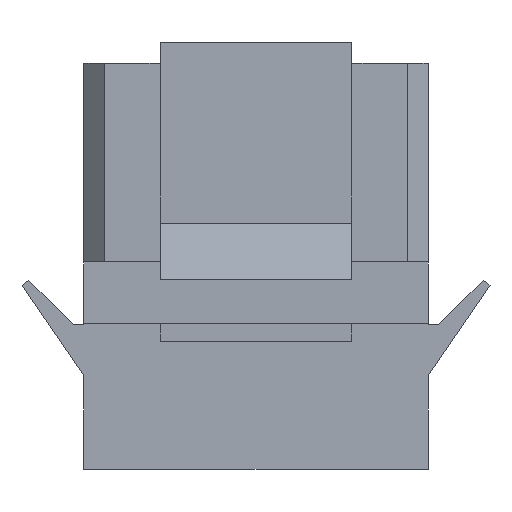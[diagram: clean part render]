
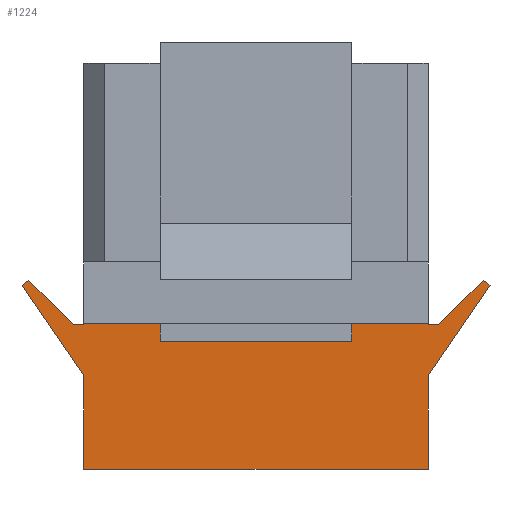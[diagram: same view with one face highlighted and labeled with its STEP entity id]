
A CAD part, front view. The second image highlights one B-rep face of the part: STEP entity #1224.
In plain terms, the highlighted planar face has unit normal (0, -1, 0).
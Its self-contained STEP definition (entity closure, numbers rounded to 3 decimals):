
#6=DIRECTION('',(1.,0.,0.));
#7=VECTOR('',#6,21.209);
#8=CARTESIAN_POINT('',(-10.605,-2.921,-12.51));
#9=LINE('',#8,#7);
#294=DIRECTION('',(0.,0.,1.));
#295=VECTOR('',#294,5.766);
#296=CARTESIAN_POINT('',(10.605,-2.921,-12.51));
#297=LINE('',#296,#295);
#310=DIRECTION('',(0.,0.,1.));
#311=VECTOR('',#310,0.025);
#312=CARTESIAN_POINT('',(10.605,-2.921,-3.569));
#313=LINE('',#312,#311);
#318=DIRECTION('',(0.,0.,1.));
#319=VECTOR('',#318,5.766);
#320=CARTESIAN_POINT('',(-10.605,-2.921,-12.51));
#321=LINE('',#320,#319);
#322=DIRECTION('',(-0.563,0.,0.826));
#323=VECTOR('',#322,6.763);
#324=CARTESIAN_POINT('',(-10.605,-2.921,-6.744));
#325=LINE('',#324,#323);
#326=DIRECTION('',(0.826,0.,0.563));
#327=VECTOR('',#326,0.508);
#328=CARTESIAN_POINT('',(-14.415,-2.921,-1.156));
#329=LINE('',#328,#327);
#330=DIRECTION('',(0.714,0.,-0.7));
#331=VECTOR('',#330,3.857);
#332=CARTESIAN_POINT('',(-13.995,-2.921,-0.87));
#333=LINE('',#332,#331);
#334=DIRECTION('',(1.,0.,0.));
#335=VECTOR('',#334,0.635);
#336=CARTESIAN_POINT('',(-11.24,-2.921,-3.569));
#337=LINE('',#336,#335);
#338=DIRECTION('',(0.,0.,1.));
#339=VECTOR('',#338,0.025);
#340=CARTESIAN_POINT('',(-10.605,-2.921,-3.569));
#341=LINE('',#340,#339);
#342=DIRECTION('',(-1.,0.,0.));
#343=VECTOR('',#342,4.699);
#344=CARTESIAN_POINT('',(-5.906,-2.921,-3.543));
#345=LINE('',#344,#343);
#346=DIRECTION('',(0.,0.,-1.));
#347=VECTOR('',#346,1.067);
#348=CARTESIAN_POINT('',(-5.906,-2.921,-3.543));
#349=LINE('',#348,#347);
#350=DIRECTION('',(1.,0.,0.));
#351=VECTOR('',#350,11.811);
#352=CARTESIAN_POINT('',(-5.906,-2.921,-4.61));
#353=LINE('',#352,#351);
#354=DIRECTION('',(0.,0.,-1.));
#355=VECTOR('',#354,1.067);
#356=CARTESIAN_POINT('',(5.906,-2.921,-3.543));
#357=LINE('',#356,#355);
#358=DIRECTION('',(-1.,0.,0.));
#359=VECTOR('',#358,4.699);
#360=CARTESIAN_POINT('',(10.605,-2.921,-3.543));
#361=LINE('',#360,#359);
#362=DIRECTION('',(1.,0.,0.));
#363=VECTOR('',#362,0.635);
#364=CARTESIAN_POINT('',(10.605,-2.921,-3.569));
#365=LINE('',#364,#363);
#366=DIRECTION('',(0.714,0.,0.7));
#367=VECTOR('',#366,3.857);
#368=CARTESIAN_POINT('',(11.24,-2.921,-3.569));
#369=LINE('',#368,#367);
#370=DIRECTION('',(0.826,0.,-0.563));
#371=VECTOR('',#370,0.508);
#372=CARTESIAN_POINT('',(13.995,-2.921,-0.87));
#373=LINE('',#372,#371);
#374=DIRECTION('',(-0.563,0.,-0.826));
#375=VECTOR('',#374,6.763);
#376=CARTESIAN_POINT('',(14.415,-2.921,-1.156));
#377=LINE('',#376,#375);
#587=CARTESIAN_POINT('',(-10.605,-2.921,-12.51));
#589=VERTEX_POINT('',#587);
#590=CARTESIAN_POINT('',(10.605,-2.921,-12.51));
#591=VERTEX_POINT('',#590);
#610=CARTESIAN_POINT('',(10.605,-2.921,-3.543));
#611=VERTEX_POINT('',#610);
#678=CARTESIAN_POINT('',(-5.906,-2.921,-4.61));
#679=CARTESIAN_POINT('',(5.906,-2.921,-4.61));
#680=VERTEX_POINT('',#678);
#681=VERTEX_POINT('',#679);
#682=CARTESIAN_POINT('',(11.24,-2.921,-3.569));
#683=CARTESIAN_POINT('',(13.995,-2.921,-0.87));
#684=VERTEX_POINT('',#682);
#685=VERTEX_POINT('',#683);
#686=CARTESIAN_POINT('',(14.415,-2.921,-1.156));
#687=VERTEX_POINT('',#686);
#688=CARTESIAN_POINT('',(-14.415,-2.921,-1.156));
#689=CARTESIAN_POINT('',(-13.995,-2.921,-0.87));
#690=VERTEX_POINT('',#688);
#691=VERTEX_POINT('',#689);
#692=CARTESIAN_POINT('',(-11.24,-2.921,-3.569));
#693=VERTEX_POINT('',#692);
#707=CARTESIAN_POINT('',(-10.605,-2.921,-6.744));
#709=VERTEX_POINT('',#707);
#711=CARTESIAN_POINT('',(-10.605,-2.921,-3.569));
#713=VERTEX_POINT('',#711);
#715=CARTESIAN_POINT('',(10.605,-2.921,-3.569));
#717=VERTEX_POINT('',#715);
#719=CARTESIAN_POINT('',(10.605,-2.921,-6.744));
#721=VERTEX_POINT('',#719);
#724=CARTESIAN_POINT('',(-10.605,-2.921,-3.543));
#725=VERTEX_POINT('',#724);
#738=CARTESIAN_POINT('',(5.906,-2.921,-3.543));
#739=VERTEX_POINT('',#738);
#742=CARTESIAN_POINT('',(-5.906,-2.921,-3.543));
#743=VERTEX_POINT('',#742);
#1192=CARTESIAN_POINT('',(-10.605,-2.921,-12.51));
#1193=DIRECTION('',(0.,-1.,0.));
#1194=DIRECTION('',(1.,0.,0.));
#1195=AXIS2_PLACEMENT_3D('',#1192,#1193,#1194);
#1196=PLANE('',#1195);
#1197=ORIENTED_EDGE('',*,*,#801,.T.);
#1198=ORIENTED_EDGE('',*,*,#851,.T.);
#1200=ORIENTED_EDGE('',*,*,#1199,.T.);
#1202=ORIENTED_EDGE('',*,*,#1201,.T.);
#1204=ORIENTED_EDGE('',*,*,#1203,.T.);
#1205=ORIENTED_EDGE('',*,*,#822,.T.);
#1206=ORIENTED_EDGE('',*,*,#1126,.F.);
#1207=ORIENTED_EDGE('',*,*,#949,.T.);
#1209=ORIENTED_EDGE('',*,*,#1208,.T.);
#1210=ORIENTED_EDGE('',*,*,#1044,.F.);
#1211=ORIENTED_EDGE('',*,*,#1120,.F.);
#1212=ORIENTED_EDGE('',*,*,#1168,.F.);
#1214=ORIENTED_EDGE('',*,*,#1213,.T.);
#1216=ORIENTED_EDGE('',*,*,#1215,.T.);
#1218=ORIENTED_EDGE('',*,*,#1217,.T.);
#1219=ORIENTED_EDGE('',*,*,#1184,.T.);
#1220=ORIENTED_EDGE('',*,*,#1145,.F.);
#1221=ORIENTED_EDGE('',*,*,#785,.F.);
#1222=EDGE_LOOP('',(#1197,#1198,#1200,#1202,#1204,#1205,#1206,#1207,#1209,#1210,
#1211,#1212,#1214,#1216,#1218,#1219,#1220,#1221));
#1223=FACE_OUTER_BOUND('',#1222,.F.);
#1224=ADVANCED_FACE('',(#1223),#1196,.T.);
#785=EDGE_CURVE('',#589,#591,#9,.T.);
#801=EDGE_CURVE('',#589,#709,#321,.T.);
#822=EDGE_CURVE('',#713,#725,#341,.T.);
#851=EDGE_CURVE('',#709,#690,#325,.T.);
#949=EDGE_CURVE('',#743,#680,#349,.T.);
#1044=EDGE_CURVE('',#739,#681,#357,.T.);
#1120=EDGE_CURVE('',#611,#739,#361,.T.);
#1126=EDGE_CURVE('',#743,#725,#345,.T.);
#1145=EDGE_CURVE('',#591,#721,#297,.T.);
#1168=EDGE_CURVE('',#717,#611,#313,.T.);
#1184=EDGE_CURVE('',#687,#721,#377,.T.);
#1199=EDGE_CURVE('',#690,#691,#329,.T.);
#1201=EDGE_CURVE('',#691,#693,#333,.T.);
#1203=EDGE_CURVE('',#693,#713,#337,.T.);
#1208=EDGE_CURVE('',#680,#681,#353,.T.);
#1213=EDGE_CURVE('',#717,#684,#365,.T.);
#1215=EDGE_CURVE('',#684,#685,#369,.T.);
#1217=EDGE_CURVE('',#685,#687,#373,.T.);
